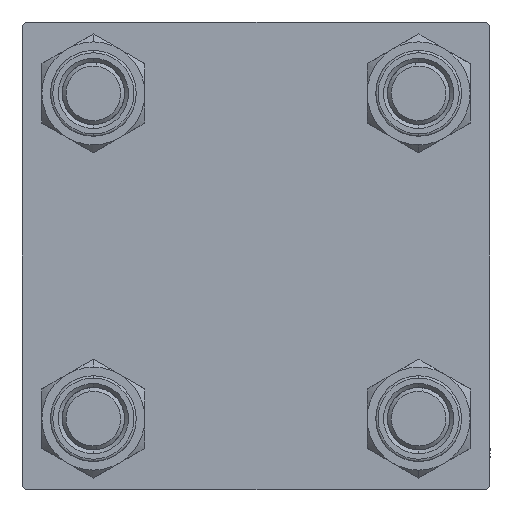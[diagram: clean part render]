
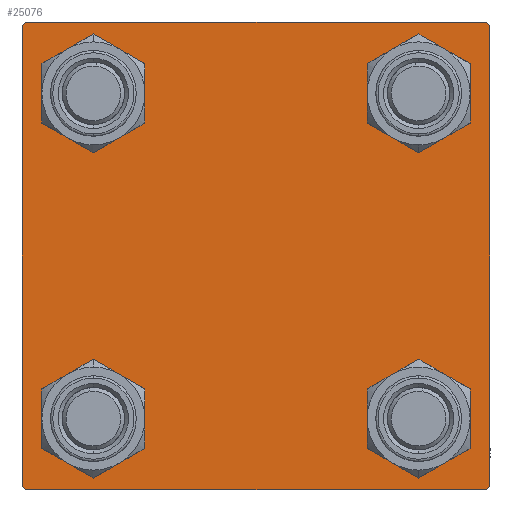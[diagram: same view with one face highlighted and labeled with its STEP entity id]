
A CAD part, left-side view. The second image highlights one B-rep face of the part: STEP entity #25076.
In plain terms, the highlighted planar face has unit normal (-1, 0, 0).
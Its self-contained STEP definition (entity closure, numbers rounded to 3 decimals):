
#261 = VERTEX_POINT ( 'NONE', #14910 ) ;
#732 = EDGE_CURVE ( 'NONE', #22322, #26346, #49258, .T. ) ;
#734 = VERTEX_POINT ( 'NONE', #41521 ) ;
#1540 = CARTESIAN_POINT ( 'NONE',  ( 0., 30., -30. ) ) ;
#1698 = DIRECTION ( 'NONE',  ( 0., -0.707, 0.707 ) ) ;
#2123 = CARTESIAN_POINT ( 'NONE',  ( 0., 0., 0. ) ) ;
#2961 = AXIS2_PLACEMENT_3D ( 'NONE', #2123, #6229, #48985 ) ;
#3771 = CIRCLE ( 'NONE', #37471, 4.5 ) ;
#4597 = DIRECTION ( 'NONE',  ( 1., 0., 0. ) ) ;
#4887 = VERTEX_POINT ( 'NONE', #45978 ) ;
#5000 = DIRECTION ( 'NONE',  ( 0., 0., -1. ) ) ;
#5209 = LINE ( 'NONE', #47698, #11771 ) ;
#5360 = EDGE_CURVE ( 'NONE', #17433, #42652, #6558, .T. ) ;
#5987 = AXIS2_PLACEMENT_3D ( 'NONE', #9581, #8839, #32269 ) ;
#6229 = DIRECTION ( 'NONE',  ( -1., 0., 0. ) ) ;
#6558 = CIRCLE ( 'NONE', #17251, 4.5 ) ;
#6975 = ORIENTED_EDGE ( 'NONE', *, *, #49792, .T. ) ;
#8119 = ORIENTED_EDGE ( 'NONE', *, *, #47255, .T. ) ;
#8312 = ORIENTED_EDGE ( 'NONE', *, *, #732, .T. ) ;
#8351 = CARTESIAN_POINT ( 'NONE',  ( 0., 30., 30. ) ) ;
#8607 = LINE ( 'NONE', #8351, #34846 ) ;
#8709 = CARTESIAN_POINT ( 'NONE',  ( 0., 20.85, -20.85 ) ) ;
#8839 = DIRECTION ( 'NONE',  ( 1., 0., 0. ) ) ;
#9311 = LINE ( 'NONE', #14169, #17473 ) ;
#9581 = CARTESIAN_POINT ( 'NONE',  ( 0., 20.85, 20.85 ) ) ;
#10127 = EDGE_CURVE ( 'NONE', #37043, #261, #16494, .T. ) ;
#10178 = AXIS2_PLACEMENT_3D ( 'NONE', #40128, #13087, #28292 ) ;
#10243 = ORIENTED_EDGE ( 'NONE', *, *, #20087, .T. ) ;
#10292 = CARTESIAN_POINT ( 'NONE',  ( 0., 30., 29.5 ) ) ;
#10426 = VERTEX_POINT ( 'NONE', #20539 ) ;
#11137 = VERTEX_POINT ( 'NONE', #32799 ) ;
#11432 = CARTESIAN_POINT ( 'NONE',  ( 0., 29.5, 30. ) ) ;
#11771 = VECTOR ( 'NONE', #20658, 1000. ) ;
#12880 = ORIENTED_EDGE ( 'NONE', *, *, #18765, .T. ) ;
#13087 = DIRECTION ( 'NONE',  ( 1., 0., 0. ) ) ;
#13619 = DIRECTION ( 'NONE',  ( 0., 0., 1. ) ) ;
#14169 = CARTESIAN_POINT ( 'NONE',  ( 0., -29.75, 29.75 ) ) ;
#14295 = CIRCLE ( 'NONE', #10178, 4.5 ) ;
#14710 = FACE_BOUND ( 'NONE', #16914, .T. ) ;
#14910 = CARTESIAN_POINT ( 'NONE',  ( 0., -29.5, -30. ) ) ;
#15901 = EDGE_LOOP ( 'NONE', ( #12880, #31725, #19461, #30363, #46649, #21037, #22548, #8312 ) ) ;
#16389 = EDGE_CURVE ( 'NONE', #44050, #10426, #37242, .T. ) ;
#16494 = LINE ( 'NONE', #1540, #41117 ) ;
#16914 = EDGE_LOOP ( 'NONE', ( #45303, #6975 ) ) ;
#16958 = VERTEX_POINT ( 'NONE', #27650 ) ;
#17009 = AXIS2_PLACEMENT_3D ( 'NONE', #38585, #30352, #46294 ) ;
#17251 = AXIS2_PLACEMENT_3D ( 'NONE', #37567, #49154, #13619 ) ;
#17433 = VERTEX_POINT ( 'NONE', #42189 ) ;
#17473 = VECTOR ( 'NONE', #37112, 1000. ) ;
#17537 = EDGE_CURVE ( 'NONE', #22322, #18600, #41179, .T. ) ;
#18348 = CARTESIAN_POINT ( 'NONE',  ( 0., 29.75, 29.75 ) ) ;
#18600 = VERTEX_POINT ( 'NONE', #49644 ) ;
#18644 = EDGE_CURVE ( 'NONE', #734, #46232, #14295, .T. ) ;
#18765 = EDGE_CURVE ( 'NONE', #26346, #16958, #8607, .T. ) ;
#19461 = ORIENTED_EDGE ( 'NONE', *, *, #10127, .T. ) ;
#19663 = EDGE_CURVE ( 'NONE', #261, #27346, #29238, .T. ) ;
#20087 = EDGE_CURVE ( 'NONE', #46232, #734, #43852, .T. ) ;
#20132 = AXIS2_PLACEMENT_3D ( 'NONE', #48340, #35745, #28262 ) ;
#20539 = CARTESIAN_POINT ( 'NONE',  ( 0., 20.85, 16.35 ) ) ;
#20581 = DIRECTION ( 'NONE',  ( 1., 0., 0. ) ) ;
#20658 = DIRECTION ( 'NONE',  ( 0., -0.707, -0.707 ) ) ;
#21037 = ORIENTED_EDGE ( 'NONE', *, *, #36576, .T. ) ;
#21643 = AXIS2_PLACEMENT_3D ( 'NONE', #39384, #20581, #31663 ) ;
#22322 = VERTEX_POINT ( 'NONE', #11432 ) ;
#22388 = DIRECTION ( 'NONE',  ( 0., -1., 0. ) ) ;
#22548 = ORIENTED_EDGE ( 'NONE', *, *, #17537, .F. ) ;
#23318 = EDGE_LOOP ( 'NONE', ( #28862, #8119 ) ) ;
#24371 = VERTEX_POINT ( 'NONE', #25795 ) ;
#24420 = DIRECTION ( 'NONE',  ( 0., 0., 1. ) ) ;
#25076 = ADVANCED_FACE ( 'NONE', ( #14710, #26058, #37404, #45363, #41497 ), #30174, .T. ) ;
#25571 = DIRECTION ( 'NONE',  ( 0., 0.707, -0.707 ) ) ;
#25788 = CARTESIAN_POINT ( 'NONE',  ( 0., -30., -29.5 ) ) ;
#25795 = CARTESIAN_POINT ( 'NONE',  ( 0., -20.85, 25.35 ) ) ;
#26058 = FACE_BOUND ( 'NONE', #37554, .T. ) ;
#26346 = VERTEX_POINT ( 'NONE', #10292 ) ;
#26584 = VECTOR ( 'NONE', #22388, 1000. ) ;
#26668 = CARTESIAN_POINT ( 'NONE',  ( 0., 29.5, -30. ) ) ;
#27346 = VERTEX_POINT ( 'NONE', #25788 ) ;
#27650 = CARTESIAN_POINT ( 'NONE',  ( 0., 30., -29.5 ) ) ;
#27916 = CARTESIAN_POINT ( 'NONE',  ( 0., 20.85, -25.35 ) ) ;
#27958 = DIRECTION ( 'NONE',  ( 1., 0., 0. ) ) ;
#27976 = EDGE_LOOP ( 'NONE', ( #29753, #32057 ) ) ;
#28262 = DIRECTION ( 'NONE',  ( 0., 0., 1. ) ) ;
#28292 = DIRECTION ( 'NONE',  ( 0., 0., 1. ) ) ;
#28437 = AXIS2_PLACEMENT_3D ( 'NONE', #42620, #27958, #35947 ) ;
#28862 = ORIENTED_EDGE ( 'NONE', *, *, #5360, .T. ) ;
#29238 = LINE ( 'NONE', #44189, #30763 ) ;
#29753 = ORIENTED_EDGE ( 'NONE', *, *, #16389, .T. ) ;
#30174 = PLANE ( 'NONE',  #2961 ) ;
#30352 = DIRECTION ( 'NONE',  ( 1., 0., 0. ) ) ;
#30363 = ORIENTED_EDGE ( 'NONE', *, *, #19663, .T. ) ;
#30729 = EDGE_CURVE ( 'NONE', #11137, #27346, #32415, .T. ) ;
#30763 = VECTOR ( 'NONE', #1698, 1000. ) ;
#31663 = DIRECTION ( 'NONE',  ( 0., 0., 1. ) ) ;
#31725 = ORIENTED_EDGE ( 'NONE', *, *, #37389, .T. ) ;
#32057 = ORIENTED_EDGE ( 'NONE', *, *, #45533, .T. ) ;
#32090 = VECTOR ( 'NONE', #48118, 1000. ) ;
#32245 = CARTESIAN_POINT ( 'NONE',  ( 0., 20.85, 25.35 ) ) ;
#32269 = DIRECTION ( 'NONE',  ( 0., 0., 1. ) ) ;
#32415 = LINE ( 'NONE', #40625, #32090 ) ;
#32494 = CIRCLE ( 'NONE', #20132, 4.5 ) ;
#32559 = CIRCLE ( 'NONE', #28437, 4.5 ) ;
#32799 = CARTESIAN_POINT ( 'NONE',  ( 0., -30., 29.5 ) ) ;
#34846 = VECTOR ( 'NONE', #5000, 1000. ) ;
#35745 = DIRECTION ( 'NONE',  ( 1., 0., 0. ) ) ;
#35748 = CARTESIAN_POINT ( 'NONE',  ( 0., -20.85, -16.35 ) ) ;
#35947 = DIRECTION ( 'NONE',  ( 0., 0., 1. ) ) ;
#36011 = VECTOR ( 'NONE', #25571, 1000. ) ;
#36576 = EDGE_CURVE ( 'NONE', #11137, #18600, #9311, .T. ) ;
#37043 = VERTEX_POINT ( 'NONE', #26668 ) ;
#37112 = DIRECTION ( 'NONE',  ( 0., 0.707, 0.707 ) ) ;
#37242 = CIRCLE ( 'NONE', #5987, 4.5 ) ;
#37389 = EDGE_CURVE ( 'NONE', #16958, #37043, #5209, .T. ) ;
#37404 = FACE_BOUND ( 'NONE', #23318, .T. ) ;
#37471 = AXIS2_PLACEMENT_3D ( 'NONE', #8709, #4597, #24420 ) ;
#37554 = EDGE_LOOP ( 'NONE', ( #10243, #49217 ) ) ;
#37567 = CARTESIAN_POINT ( 'NONE',  ( 0., 20.85, -20.85 ) ) ;
#37589 = CARTESIAN_POINT ( 'NONE',  ( 0., 30., 30. ) ) ;
#38585 = CARTESIAN_POINT ( 'NONE',  ( 0., -20.85, 20.85 ) ) ;
#39194 = CIRCLE ( 'NONE', #17009, 4.5 ) ;
#39384 = CARTESIAN_POINT ( 'NONE',  ( 0., -20.85, -20.85 ) ) ;
#40128 = CARTESIAN_POINT ( 'NONE',  ( 0., -20.85, -20.85 ) ) ;
#40625 = CARTESIAN_POINT ( 'NONE',  ( 0., -30., 30. ) ) ;
#40904 = DIRECTION ( 'NONE',  ( 0., -1., 0. ) ) ;
#41117 = VECTOR ( 'NONE', #40904, 1000. ) ;
#41179 = LINE ( 'NONE', #37589, #26584 ) ;
#41497 = FACE_OUTER_BOUND ( 'NONE', #15901, .T. ) ;
#41521 = CARTESIAN_POINT ( 'NONE',  ( 0., -20.85, -25.35 ) ) ;
#42189 = CARTESIAN_POINT ( 'NONE',  ( 0., 20.85, -16.35 ) ) ;
#42620 = CARTESIAN_POINT ( 'NONE',  ( 0., -20.85, 20.85 ) ) ;
#42652 = VERTEX_POINT ( 'NONE', #27916 ) ;
#43852 = CIRCLE ( 'NONE', #21643, 4.5 ) ;
#44050 = VERTEX_POINT ( 'NONE', #32245 ) ;
#44189 = CARTESIAN_POINT ( 'NONE',  ( 0., -29.75, -29.75 ) ) ;
#45303 = ORIENTED_EDGE ( 'NONE', *, *, #47553, .T. ) ;
#45363 = FACE_BOUND ( 'NONE', #27976, .T. ) ;
#45533 = EDGE_CURVE ( 'NONE', #10426, #44050, #32494, .T. ) ;
#45978 = CARTESIAN_POINT ( 'NONE',  ( 0., -20.85, 16.35 ) ) ;
#46232 = VERTEX_POINT ( 'NONE', #35748 ) ;
#46294 = DIRECTION ( 'NONE',  ( 0., 0., 1. ) ) ;
#46649 = ORIENTED_EDGE ( 'NONE', *, *, #30729, .F. ) ;
#47255 = EDGE_CURVE ( 'NONE', #42652, #17433, #3771, .T. ) ;
#47553 = EDGE_CURVE ( 'NONE', #24371, #4887, #32559, .T. ) ;
#47698 = CARTESIAN_POINT ( 'NONE',  ( 0., 29.75, -29.75 ) ) ;
#48118 = DIRECTION ( 'NONE',  ( 0., 0., -1. ) ) ;
#48340 = CARTESIAN_POINT ( 'NONE',  ( 0., 20.85, 20.85 ) ) ;
#48985 = DIRECTION ( 'NONE',  ( 0., 0., 1. ) ) ;
#49154 = DIRECTION ( 'NONE',  ( 1., 0., 0. ) ) ;
#49217 = ORIENTED_EDGE ( 'NONE', *, *, #18644, .T. ) ;
#49258 = LINE ( 'NONE', #18348, #36011 ) ;
#49644 = CARTESIAN_POINT ( 'NONE',  ( 0., -29.5, 30. ) ) ;
#49792 = EDGE_CURVE ( 'NONE', #4887, #24371, #39194, .T. ) ;
